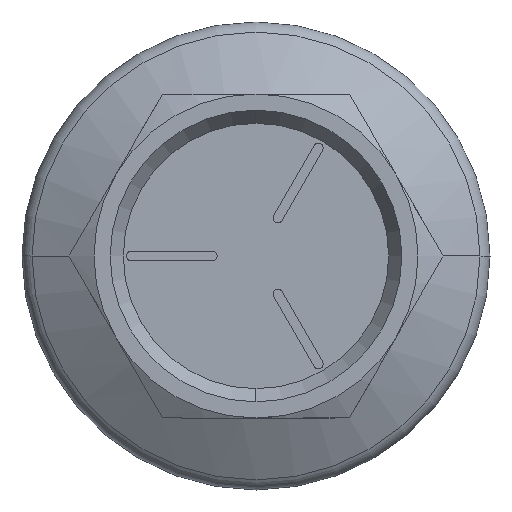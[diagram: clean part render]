
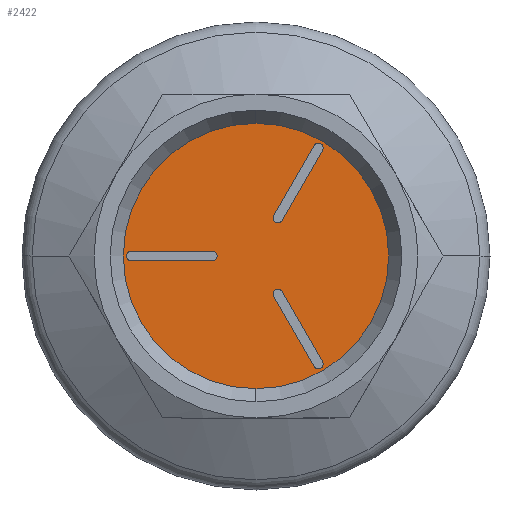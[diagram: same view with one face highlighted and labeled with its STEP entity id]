
A CAD part, left-side view. The second image highlights one B-rep face of the part: STEP entity #2422.
In plain terms, the highlighted planar face has unit normal (-1, 0, 0).
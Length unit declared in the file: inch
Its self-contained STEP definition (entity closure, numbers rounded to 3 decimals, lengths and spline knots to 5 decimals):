
#42 = VECTOR ( 'NONE', #3714, 39.37008 ) ;
#74 = LINE ( 'NONE', #2069, #1443 ) ;
#79 = LINE ( 'NONE', #2054, #3182 ) ;
#86 = EDGE_CURVE ( 'NONE', #3726, #98, #1145, .T. ) ;
#98 = VERTEX_POINT ( 'NONE', #1824 ) ;
#106 = PLANE ( 'NONE',  #594 ) ;
#113 = LINE ( 'NONE', #3337, #341 ) ;
#158 = DIRECTION ( 'NONE',  ( -1., 0., 0. ) ) ;
#242 = EDGE_CURVE ( 'NONE', #3682, #1551, #2685, .T. ) ;
#313 = EDGE_LOOP ( 'NONE', ( #1780, #2045, #3814, #3447, #3486 ) ) ;
#341 = VECTOR ( 'NONE', #1070, 39.37008 ) ;
#394 = AXIS2_PLACEMENT_3D ( 'NONE', #4109, #1171, #453 ) ;
#421 = ORIENTED_EDGE ( 'NONE', *, *, #823, .T. ) ;
#453 = DIRECTION ( 'NONE',  ( 0., 0., 1. ) ) ;
#474 = CARTESIAN_POINT ( 'NONE',  ( -0.35807, 0., 0. ) ) ;
#501 = VERTEX_POINT ( 'NONE', #4126 ) ;
#508 = CARTESIAN_POINT ( 'NONE',  ( -0.35807, -0.03066, -0.06998 ) ) ;
#513 = CARTESIAN_POINT ( 'NONE',  ( -0.35807, -0.03066, 0.06998 ) ) ;
#515 = CIRCLE ( 'NONE', #1621, 0.00844 ) ;
#594 = AXIS2_PLACEMENT_3D ( 'NONE', #3416, #1805, #3792 ) ;
#618 = CARTESIAN_POINT ( 'NONE',  ( -0.35807, -0.03797, -0.06576 ) ) ;
#641 = DIRECTION ( 'NONE',  ( 0., 0.866, -0.5 ) ) ;
#690 = CIRCLE ( 'NONE', #1026, 0.00844 ) ;
#820 = CARTESIAN_POINT ( 'NONE',  ( -0.35807, 0.21656, 0.00844 ) ) ;
#823 = EDGE_CURVE ( 'NONE', #3876, #501, #2718, .T. ) ;
#826 = CARTESIAN_POINT ( 'NONE',  ( -0.35807, -0.04528, -0.06155 ) ) ;
#837 = AXIS2_PLACEMENT_3D ( 'NONE', #1283, #3253, #1934 ) ;
#842 = DIRECTION ( 'NONE',  ( -1., 0., 0. ) ) ;
#890 = DIRECTION ( 'NONE',  ( -1., 0., 0. ) ) ;
#998 = ORIENTED_EDGE ( 'NONE', *, *, #4040, .F. ) ;
#1002 = EDGE_CURVE ( 'NONE', #501, #3876, #3581, .T. ) ;
#1016 = CARTESIAN_POINT ( 'NONE',  ( -0.35807, -0.03797, 0.06576 ) ) ;
#1018 = VERTEX_POINT ( 'NONE', #820 ) ;
#1026 = AXIS2_PLACEMENT_3D ( 'NONE', #2644, #1353, #1710 ) ;
#1051 = EDGE_CURVE ( 'NONE', #3304, #1864, #2684, .T. ) ;
#1070 = DIRECTION ( 'NONE',  ( 0., -0.5, -0.866 ) ) ;
#1106 = CARTESIAN_POINT ( 'NONE',  ( -0.35807, -0.04528, 0.06155 ) ) ;
#1145 = CIRCLE ( 'NONE', #394, 0.00844 ) ;
#1156 = CARTESIAN_POINT ( 'NONE',  ( -0.35807, 0.21656, -0.00844 ) ) ;
#1171 = DIRECTION ( 'NONE',  ( -1., 0., 0. ) ) ;
#1205 = CARTESIAN_POINT ( 'NONE',  ( -0.35807, -0.10828, -0.18755 ) ) ;
#1227 = EDGE_LOOP ( 'NONE', ( #421, #3896 ) ) ;
#1270 = CARTESIAN_POINT ( 'NONE',  ( -0.35807, -0.10097, -0.19177 ) ) ;
#1283 = CARTESIAN_POINT ( 'NONE',  ( -0.35807, -0.10828, 0.18755 ) ) ;
#1319 = AXIS2_PLACEMENT_3D ( 'NONE', #1205, #890, #4221 ) ;
#1353 = DIRECTION ( 'NONE',  ( -1., 0., 0. ) ) ;
#1443 = VECTOR ( 'NONE', #3407, 39.37008 ) ;
#1445 = DIRECTION ( 'NONE',  ( -1., 0., 0. ) ) ;
#1496 = CARTESIAN_POINT ( 'NONE',  ( -0.35807, -0.10828, -0.18755 ) ) ;
#1551 = VERTEX_POINT ( 'NONE', #508 ) ;
#1611 = CARTESIAN_POINT ( 'NONE',  ( -0.35807, -0.11559, -0.18333 ) ) ;
#1621 = AXIS2_PLACEMENT_3D ( 'NONE', #1669, #1445, #3405 ) ;
#1669 = CARTESIAN_POINT ( 'NONE',  ( -0.35807, -0.10828, 0.18755 ) ) ;
#1689 = CARTESIAN_POINT ( 'NONE',  ( -0.35807, -0.10097, 0.19177 ) ) ;
#1710 = DIRECTION ( 'NONE',  ( 0., 0., 1. ) ) ;
#1760 = VERTEX_POINT ( 'NONE', #1611 ) ;
#1780 = ORIENTED_EDGE ( 'NONE', *, *, #2655, .F. ) ;
#1805 = DIRECTION ( 'NONE',  ( -1., 0., 0. ) ) ;
#1824 = CARTESIAN_POINT ( 'NONE',  ( -0.35807, 0.07594, 0.00844 ) ) ;
#1843 = EDGE_CURVE ( 'NONE', #4190, #3726, #2352, .T. ) ;
#1864 = VERTEX_POINT ( 'NONE', #2657 ) ;
#1893 = CIRCLE ( 'NONE', #3062, 0.00844 ) ;
#1934 = DIRECTION ( 'NONE',  ( 0., -0.866, -0.5 ) ) ;
#1944 = ORIENTED_EDGE ( 'NONE', *, *, #1843, .F. ) ;
#1948 = ORIENTED_EDGE ( 'NONE', *, *, #3061, .F. ) ;
#1971 = EDGE_CURVE ( 'NONE', #1760, #3682, #79, .T. ) ;
#2045 = ORIENTED_EDGE ( 'NONE', *, *, #3888, .F. ) ;
#2054 = CARTESIAN_POINT ( 'NONE',  ( -0.35807, -0.11559, -0.18333 ) ) ;
#2069 = CARTESIAN_POINT ( 'NONE',  ( -0.35807, -0.11559, 0.18333 ) ) ;
#2075 = CIRCLE ( 'NONE', #1319, 0.00844 ) ;
#2079 = FACE_BOUND ( 'NONE', #3872, .T. ) ;
#2101 = EDGE_CURVE ( 'NONE', #2652, #1760, #2075, .T. ) ;
#2182 = VERTEX_POINT ( 'NONE', #1270 ) ;
#2183 = LINE ( 'NONE', #2308, #3435 ) ;
#2204 = ORIENTED_EDGE ( 'NONE', *, *, #3471, .F. ) ;
#2273 = AXIS2_PLACEMENT_3D ( 'NONE', #3079, #4074, #3773 ) ;
#2308 = CARTESIAN_POINT ( 'NONE',  ( -0.35807, 0.21656, 0.00844 ) ) ;
#2326 = DIRECTION ( 'NONE',  ( -1., 0., 0. ) ) ;
#2352 = LINE ( 'NONE', #2979, #3388 ) ;
#2403 = CARTESIAN_POINT ( 'NONE',  ( -0.35807, -0.10097, 0.19177 ) ) ;
#2422 = ADVANCED_FACE ( 'NONE', ( #3135, #3052, #2079, #3732 ), #106, .T. ) ;
#2454 = CARTESIAN_POINT ( 'NONE',  ( -0.35807, -0.11672, -0.18755 ) ) ;
#2525 = VERTEX_POINT ( 'NONE', #1106 ) ;
#2529 = EDGE_LOOP ( 'NONE', ( #3687, #3327, #2204, #998, #1948 ) ) ;
#2551 = ORIENTED_EDGE ( 'NONE', *, *, #3931, .F. ) ;
#2644 = CARTESIAN_POINT ( 'NONE',  ( -0.35807, 0.21656, 0. ) ) ;
#2652 = VERTEX_POINT ( 'NONE', #2454 ) ;
#2655 = EDGE_CURVE ( 'NONE', #2182, #2652, #1893, .T. ) ;
#2657 = CARTESIAN_POINT ( 'NONE',  ( -0.35807, -0.11672, 0.18755 ) ) ;
#2684 = CIRCLE ( 'NONE', #837, 0.00844 ) ;
#2685 = CIRCLE ( 'NONE', #3582, 0.00844 ) ;
#2718 = CIRCLE ( 'NONE', #3374, 0.23033 ) ;
#2805 = DIRECTION ( 'NONE',  ( 0., 0.866, -0.5 ) ) ;
#2833 = ORIENTED_EDGE ( 'NONE', *, *, #86, .F. ) ;
#2938 = DIRECTION ( 'NONE',  ( 0., -1., 0. ) ) ;
#2979 = CARTESIAN_POINT ( 'NONE',  ( -0.35807, 0.21656, -0.00844 ) ) ;
#3052 = FACE_BOUND ( 'NONE', #313, .T. ) ;
#3061 = EDGE_CURVE ( 'NONE', #1864, #3979, #515, .T. ) ;
#3062 = AXIS2_PLACEMENT_3D ( 'NONE', #1496, #158, #2805 ) ;
#3079 = CARTESIAN_POINT ( 'NONE',  ( -0.35807, 0., 0. ) ) ;
#3135 = FACE_BOUND ( 'NONE', #2529, .T. ) ;
#3171 = DIRECTION ( 'NONE',  ( 0., 0.5, 0.866 ) ) ;
#3182 = VECTOR ( 'NONE', #3171, 39.37008 ) ;
#3236 = ORIENTED_EDGE ( 'NONE', *, *, #3270, .F. ) ;
#3253 = DIRECTION ( 'NONE',  ( -1., 0., 0. ) ) ;
#3257 = CARTESIAN_POINT ( 'NONE',  ( -0.35807, 0.07594, -0.00844 ) ) ;
#3270 = EDGE_CURVE ( 'NONE', #98, #1018, #2183, .T. ) ;
#3304 = VERTEX_POINT ( 'NONE', #4223 ) ;
#3327 = ORIENTED_EDGE ( 'NONE', *, *, #3492, .F. ) ;
#3337 = CARTESIAN_POINT ( 'NONE',  ( -0.35807, -0.10097, -0.19177 ) ) ;
#3342 = DIRECTION ( 'NONE',  ( 0., -0.866, -0.5 ) ) ;
#3355 = LINE ( 'NONE', #2403, #42 ) ;
#3363 = AXIS2_PLACEMENT_3D ( 'NONE', #1016, #2326, #3342 ) ;
#3374 = AXIS2_PLACEMENT_3D ( 'NONE', #474, #842, #3379 ) ;
#3379 = DIRECTION ( 'NONE',  ( 0., 0., 1. ) ) ;
#3388 = VECTOR ( 'NONE', #2938, 39.37008 ) ;
#3405 = DIRECTION ( 'NONE',  ( 0., -0.866, -0.5 ) ) ;
#3407 = DIRECTION ( 'NONE',  ( 0., -0.5, 0.866 ) ) ;
#3416 = CARTESIAN_POINT ( 'NONE',  ( -0.35807, 0., 0. ) ) ;
#3435 = VECTOR ( 'NONE', #3929, 39.37008 ) ;
#3447 = ORIENTED_EDGE ( 'NONE', *, *, #1971, .F. ) ;
#3471 = EDGE_CURVE ( 'NONE', #4131, #2525, #4172, .T. ) ;
#3486 = ORIENTED_EDGE ( 'NONE', *, *, #2101, .F. ) ;
#3492 = EDGE_CURVE ( 'NONE', #2525, #3304, #74, .T. ) ;
#3581 = CIRCLE ( 'NONE', #2273, 0.23033 ) ;
#3582 = AXIS2_PLACEMENT_3D ( 'NONE', #618, #3584, #641 ) ;
#3584 = DIRECTION ( 'NONE',  ( -1., 0., 0. ) ) ;
#3682 = VERTEX_POINT ( 'NONE', #826 ) ;
#3687 = ORIENTED_EDGE ( 'NONE', *, *, #1051, .F. ) ;
#3694 = CARTESIAN_POINT ( 'NONE',  ( -0.35807, 0., 0.23033 ) ) ;
#3714 = DIRECTION ( 'NONE',  ( 0., 0.5, -0.866 ) ) ;
#3726 = VERTEX_POINT ( 'NONE', #3257 ) ;
#3732 = FACE_OUTER_BOUND ( 'NONE', #1227, .T. ) ;
#3773 = DIRECTION ( 'NONE',  ( 0., 0., 1. ) ) ;
#3792 = DIRECTION ( 'NONE',  ( 0., 0., 1. ) ) ;
#3814 = ORIENTED_EDGE ( 'NONE', *, *, #242, .F. ) ;
#3872 = EDGE_LOOP ( 'NONE', ( #2551, #3236, #2833, #1944 ) ) ;
#3876 = VERTEX_POINT ( 'NONE', #3694 ) ;
#3888 = EDGE_CURVE ( 'NONE', #1551, #2182, #113, .T. ) ;
#3896 = ORIENTED_EDGE ( 'NONE', *, *, #1002, .T. ) ;
#3929 = DIRECTION ( 'NONE',  ( 0., 1., 0. ) ) ;
#3931 = EDGE_CURVE ( 'NONE', #1018, #4190, #690, .T. ) ;
#3979 = VERTEX_POINT ( 'NONE', #1689 ) ;
#4040 = EDGE_CURVE ( 'NONE', #3979, #4131, #3355, .T. ) ;
#4074 = DIRECTION ( 'NONE',  ( -1., 0., 0. ) ) ;
#4109 = CARTESIAN_POINT ( 'NONE',  ( -0.35807, 0.07594, 0. ) ) ;
#4126 = CARTESIAN_POINT ( 'NONE',  ( -0.35807, 0., -0.23033 ) ) ;
#4131 = VERTEX_POINT ( 'NONE', #513 ) ;
#4172 = CIRCLE ( 'NONE', #3363, 0.00844 ) ;
#4190 = VERTEX_POINT ( 'NONE', #1156 ) ;
#4221 = DIRECTION ( 'NONE',  ( 0., 0.866, -0.5 ) ) ;
#4223 = CARTESIAN_POINT ( 'NONE',  ( -0.35807, -0.11559, 0.18333 ) ) ;
